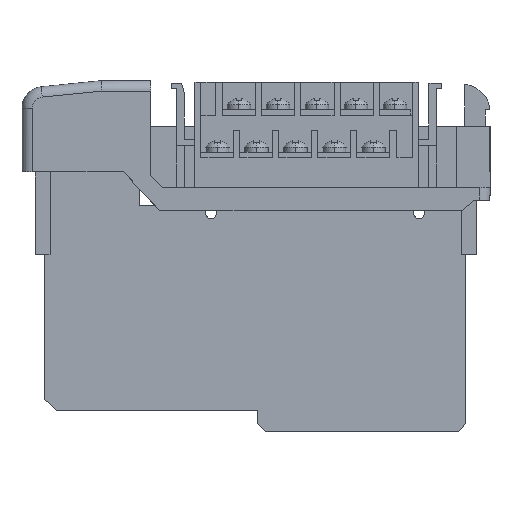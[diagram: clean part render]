
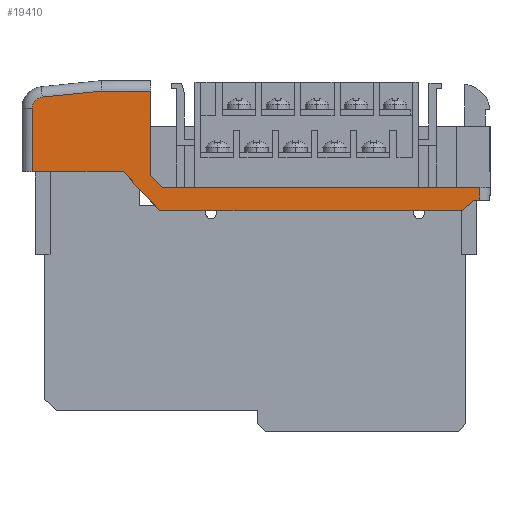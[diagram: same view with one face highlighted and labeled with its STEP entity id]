
A CAD part, left-side view. The second image highlights one B-rep face of the part: STEP entity #19410.
In plain terms, the highlighted planar face has unit normal (-1, 0, 0).
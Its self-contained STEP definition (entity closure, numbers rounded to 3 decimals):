
#7867 = CARTESIAN_POINT ( 'NONE',  ( 0.5, 34.17, 3.114 ) ) ;
#7869 = CARTESIAN_POINT ( 'NONE',  ( 0.5, 24.723, 3.114 ) ) ;
#8034 = DIRECTION ( 'NONE',  ( 0., 1., 0. ) ) ;
#8036 = VECTOR ( 'NONE', #8034, 1000. ) ;
#8038 = CARTESIAN_POINT ( 'NONE',  ( 0.5, 34.27, 3.114 ) ) ;
#8040 = LINE ( 'NONE', #8038, #8036 ) ;
#8875 = CARTESIAN_POINT ( 'NONE',  ( 0.5, -35.258, -19.886 ) ) ;
#8876 = DIRECTION ( 'NONE',  ( 0., -0.731, 0.682 ) ) ;
#8877 = VECTOR ( 'NONE', #8876, 1000. ) ;
#8878 = CARTESIAN_POINT ( 'NONE',  ( 0.5, -35.258, -19.886 ) ) ;
#8879 = LINE ( 'NONE', #8878, #8877 ) ;
#8882 = CARTESIAN_POINT ( 'NONE',  ( 0.5, 29.973, -12.386 ) ) ;
#8926 = LINE ( 'NONE', #24414, #9017 ) ;
#9000 = CARTESIAN_POINT ( 'NONE',  ( 0.5, -37.408, -17.879 ) ) ;
#9002 = DIRECTION ( 'NONE',  ( 0., -1., 0. ) ) ;
#9003 = VECTOR ( 'NONE', #9002, 1000. ) ;
#9004 = CARTESIAN_POINT ( 'NONE',  ( 0.5, -37.408, -17.879 ) ) ;
#9005 = LINE ( 'NONE', #9004, #9003 ) ;
#9006 = CARTESIAN_POINT ( 'NONE',  ( 0.5, -38.527, -17.879 ) ) ;
#9015 = CARTESIAN_POINT ( 'NONE',  ( 0.5, 22.973, -19.886 ) ) ;
#9016 = DIRECTION ( 'NONE',  ( 0., -1., 0. ) ) ;
#9017 = VECTOR ( 'NONE', #9016, 1000. ) ;
#9019 = LINE ( 'NONE', #9118, #9116 ) ;
#9113 = CARTESIAN_POINT ( 'NONE',  ( 0.5, 22.532, -15.386 ) ) ;
#9115 = DIRECTION ( 'NONE',  ( 0., -1., 0. ) ) ;
#9116 = VECTOR ( 'NONE', #9115, 1000. ) ;
#9118 = CARTESIAN_POINT ( 'NONE',  ( 0.5, 22.532, -15.386 ) ) ;
#9119 = CARTESIAN_POINT ( 'NONE',  ( 0.5, 47.473, -12.386 ) ) ;
#9122 = DIRECTION ( 'NONE',  ( 0., -1., 0. ) ) ;
#9123 = VECTOR ( 'NONE', #9122, 1000. ) ;
#9124 = CARTESIAN_POINT ( 'NONE',  ( 0.5, 29.973, -12.386 ) ) ;
#9126 = LINE ( 'NONE', #9124, #9123 ) ;
#9222 = DIRECTION ( 'NONE',  ( 0., -0.682, -0.731 ) ) ;
#9223 = VECTOR ( 'NONE', #9222, 1000. ) ;
#9225 = CARTESIAN_POINT ( 'NONE',  ( 0.5, 22.973, -19.886 ) ) ;
#9226 = LINE ( 'NONE', #9225, #9223 ) ;
#9356 = DIRECTION ( 'NONE',  ( 0., 0., -1. ) ) ;
#9358 = VECTOR ( 'NONE', #9356, 1000. ) ;
#9361 = CARTESIAN_POINT ( 'NONE',  ( 0.5, 47.473, -12.386 ) ) ;
#9363 = LINE ( 'NONE', #9361, #9358 ) ;
#9368 = CARTESIAN_POINT ( 'NONE',  ( 0.5, 47.473, -0.213 ) ) ;
#9371 = DIRECTION ( 'NONE',  ( 0., 0., -1. ) ) ;
#9373 = DIRECTION ( 'NONE',  ( -1., 0., 0. ) ) ;
#9374 = CARTESIAN_POINT ( 'NONE',  ( 0.5, 45.358, -0.133 ) ) ;
#9375 = AXIS2_PLACEMENT_3D ( 'NONE', #9374, #9373, #9371 ) ;
#9376 = CIRCLE ( 'NONE', #9375, 2.116 ) ;
#9381 = CARTESIAN_POINT ( 'NONE',  ( 0.5, 45.569, 1.973 ) ) ;
#9382 = DIRECTION ( 'NONE',  ( 0., 0.995, -0.1 ) ) ;
#9383 = VECTOR ( 'NONE', #9382, 1000. ) ;
#9385 = CARTESIAN_POINT ( 'NONE',  ( 0.5, 45.569, 1.973 ) ) ;
#9386 = LINE ( 'NONE', #9385, #9383 ) ;
#9388 = DIRECTION ( 'NONE',  ( 0., 0., -1. ) ) ;
#9389 = VECTOR ( 'NONE', #9388, 1000. ) ;
#9390 = CARTESIAN_POINT ( 'NONE',  ( 0.5, 24.723, 4.364 ) ) ;
#9391 = LINE ( 'NONE', #9390, #9389 ) ;
#9393 = CARTESIAN_POINT ( 'NONE',  ( 0.5, 24.723, -13.054 ) ) ;
#9395 = DIRECTION ( 'NONE',  ( 0., -0.685, -0.729 ) ) ;
#9396 = VECTOR ( 'NONE', #9395, 1000. ) ;
#9397 = CARTESIAN_POINT ( 'NONE',  ( 0.5, 22.532, -15.386 ) ) ;
#9399 = LINE ( 'NONE', #9397, #9396 ) ;
#9406 = DIRECTION ( 'NONE',  ( 0., 0., -1. ) ) ;
#9407 = DIRECTION ( 'NONE',  ( 1., 0., 0. ) ) ;
#9408 = CARTESIAN_POINT ( 'NONE',  ( 0.5, -35.258, -0.876 ) ) ;
#9410 = AXIS2_PLACEMENT_3D ( 'NONE', #9408, #9407, #9406 ) ;
#9412 = PLANE ( 'NONE',  #9410 ) ;
#9448 = FACE_OUTER_BOUND ( 'NONE', #19411, .T. ) ;
#9510 = CARTESIAN_POINT ( 'NONE',  ( 0.5, -38.527, -15.386 ) ) ;
#9511 = DIRECTION ( 'NONE',  ( 0., 0., 1. ) ) ;
#9512 = VECTOR ( 'NONE', #9511, 1000. ) ;
#9514 = CARTESIAN_POINT ( 'NONE',  ( 0.5, -38.527, -0.463 ) ) ;
#9515 = LINE ( 'NONE', #9514, #9512 ) ;
#16519 = ORIENTED_EDGE ( 'NONE', *, *, #19392, .F. ) ;
#19064 = VERTEX_POINT ( 'NONE', #7869 ) ;
#19065 = VERTEX_POINT ( 'NONE', #7867 ) ;
#19091 = EDGE_CURVE ( 'NONE', #19064, #19065, #8040, .T. ) ;
#19295 = VERTEX_POINT ( 'NONE', #8882 ) ;
#19297 = EDGE_CURVE ( 'NONE', #19298, #19315, #8879, .T. ) ;
#19298 = VERTEX_POINT ( 'NONE', #8875 ) ;
#19308 = EDGE_CURVE ( 'NONE', #19309, #19298, #8926, .T. ) ;
#19309 = VERTEX_POINT ( 'NONE', #9015 ) ;
#19312 = VERTEX_POINT ( 'NONE', #9006 ) ;
#19314 = EDGE_CURVE ( 'NONE', #19315, #19312, #9005, .T. ) ;
#19315 = VERTEX_POINT ( 'NONE', #9000 ) ;
#19327 = EDGE_CURVE ( 'NONE', #19328, #19414, #9019, .T. ) ;
#19328 = VERTEX_POINT ( 'NONE', #9113 ) ;
#19355 = EDGE_CURVE ( 'NONE', #19356, #19295, #9126, .T. ) ;
#19356 = VERTEX_POINT ( 'NONE', #9119 ) ;
#19357 = EDGE_CURVE ( 'NONE', #19295, #19309, #9226, .T. ) ;
#19380 = ORIENTED_EDGE ( 'NONE', *, *, #19355, .T. ) ;
#19381 = ORIENTED_EDGE ( 'NONE', *, *, #19357, .T. ) ;
#19382 = ORIENTED_EDGE ( 'NONE', *, *, #19308, .T. ) ;
#19383 = ORIENTED_EDGE ( 'NONE', *, *, #19297, .T. ) ;
#19384 = ORIENTED_EDGE ( 'NONE', *, *, #19314, .T. ) ;
#19392 = EDGE_CURVE ( 'NONE', #19393, #19328, #9399, .T. ) ;
#19393 = VERTEX_POINT ( 'NONE', #9393 ) ;
#19394 = ORIENTED_EDGE ( 'NONE', *, *, #19395, .F. ) ;
#19395 = EDGE_CURVE ( 'NONE', #19064, #19393, #9391, .T. ) ;
#19396 = ORIENTED_EDGE ( 'NONE', *, *, #19091, .T. ) ;
#19397 = ORIENTED_EDGE ( 'NONE', *, *, #19398, .T. ) ;
#19398 = EDGE_CURVE ( 'NONE', #19065, #19399, #9386, .T. ) ;
#19399 = VERTEX_POINT ( 'NONE', #9381 ) ;
#19400 = ORIENTED_EDGE ( 'NONE', *, *, #19401, .T. ) ;
#19401 = EDGE_CURVE ( 'NONE', #19399, #19402, #9376, .T. ) ;
#19402 = VERTEX_POINT ( 'NONE', #9368 ) ;
#19403 = ORIENTED_EDGE ( 'NONE', *, *, #19404, .T. ) ;
#19404 = EDGE_CURVE ( 'NONE', #19402, #19356, #9363, .T. ) ;
#19410 = ADVANCED_FACE ( 'NONE', ( #9448 ), #9412, .F. ) ;
#19411 = EDGE_LOOP ( 'NONE', ( #19412, #19415, #16519, #19394, #19396, #19397, #19400, #19403, #19380, #19381, #19382, #19383, #19384 ) ) ;
#19412 = ORIENTED_EDGE ( 'NONE', *, *, #19413, .T. ) ;
#19413 = EDGE_CURVE ( 'NONE', #19312, #19414, #9515, .T. ) ;
#19414 = VERTEX_POINT ( 'NONE', #9510 ) ;
#19415 = ORIENTED_EDGE ( 'NONE', *, *, #19327, .F. ) ;
#24414 = CARTESIAN_POINT ( 'NONE',  ( 0.5, 22.973, -19.886 ) ) ;
